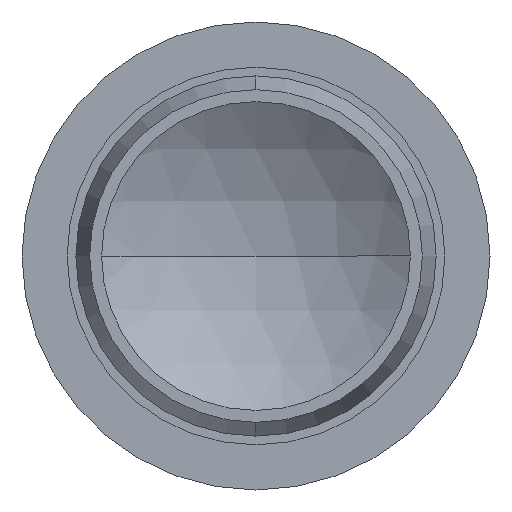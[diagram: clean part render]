
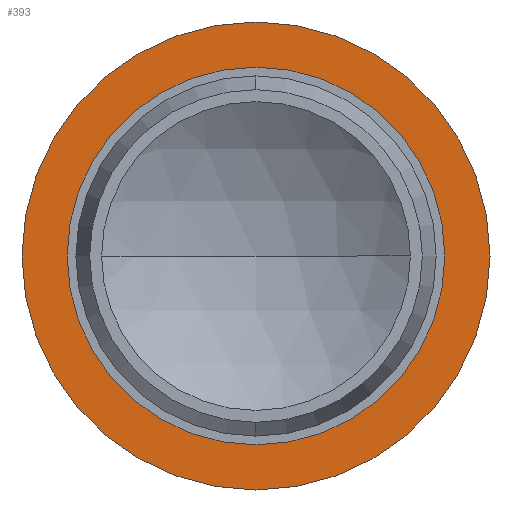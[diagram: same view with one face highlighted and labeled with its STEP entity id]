
A CAD part, left-side view. The second image highlights one B-rep face of the part: STEP entity #393.
In plain terms, the highlighted planar face has unit normal (-1, 0, 0).
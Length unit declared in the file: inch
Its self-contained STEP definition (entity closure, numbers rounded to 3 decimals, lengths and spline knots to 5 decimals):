
#19 = DIRECTION ( 'NONE',  ( 0., 0., 1. ) ) ;
#24 = DIRECTION ( 'NONE',  ( -1., 0., 0. ) ) ;
#25 = CIRCLE ( 'NONE', #415, 0.0795 ) ;
#42 = EDGE_CURVE ( 'NONE', #102, #212, #25, .T. ) ;
#46 = PLANE ( 'NONE',  #268 ) ;
#50 = EDGE_LOOP ( 'NONE', ( #297, #74 ) ) ;
#57 = CARTESIAN_POINT ( 'NONE',  ( 0., 0., 0. ) ) ;
#63 = FACE_BOUND ( 'NONE', #50, .T. ) ;
#74 = ORIENTED_EDGE ( 'NONE', *, *, #42, .F. ) ;
#83 = DIRECTION ( 'NONE',  ( 0., 0., 1. ) ) ;
#91 = CIRCLE ( 'NONE', #117, 0.0795 ) ;
#92 = AXIS2_PLACEMENT_3D ( 'NONE', #57, #24, #19 ) ;
#101 = CIRCLE ( 'NONE', #431, 0.0985 ) ;
#102 = VERTEX_POINT ( 'NONE', #419 ) ;
#105 = DIRECTION ( 'NONE',  ( -1., 0., 0. ) ) ;
#110 = VERTEX_POINT ( 'NONE', #426 ) ;
#117 = AXIS2_PLACEMENT_3D ( 'NONE', #205, #167, #275 ) ;
#145 = CARTESIAN_POINT ( 'NONE',  ( 0., 0., 0. ) ) ;
#167 = DIRECTION ( 'NONE',  ( -1., 0., 0. ) ) ;
#172 = EDGE_LOOP ( 'NONE', ( #354, #254 ) ) ;
#205 = CARTESIAN_POINT ( 'NONE',  ( 0., 0., 0. ) ) ;
#212 = VERTEX_POINT ( 'NONE', #229 ) ;
#219 = DIRECTION ( 'NONE',  ( 1., 0., 0. ) ) ;
#229 = CARTESIAN_POINT ( 'NONE',  ( 0., 0., -0.0795 ) ) ;
#254 = ORIENTED_EDGE ( 'NONE', *, *, #289, .T. ) ;
#257 = CARTESIAN_POINT ( 'NONE',  ( 0., 0., 0. ) ) ;
#268 = AXIS2_PLACEMENT_3D ( 'NONE', #257, #219, #409 ) ;
#275 = DIRECTION ( 'NONE',  ( 0., 0., 1. ) ) ;
#289 = EDGE_CURVE ( 'NONE', #364, #110, #101, .T. ) ;
#294 = FACE_OUTER_BOUND ( 'NONE', #172, .T. ) ;
#297 = ORIENTED_EDGE ( 'NONE', *, *, #337, .F. ) ;
#323 = DIRECTION ( 'NONE',  ( 0., 0., 1. ) ) ;
#327 = DIRECTION ( 'NONE',  ( -1., 0., 0. ) ) ;
#330 = EDGE_CURVE ( 'NONE', #110, #364, #382, .T. ) ;
#337 = EDGE_CURVE ( 'NONE', #212, #102, #91, .T. ) ;
#354 = ORIENTED_EDGE ( 'NONE', *, *, #330, .T. ) ;
#363 = CARTESIAN_POINT ( 'NONE',  ( 0., 0., 0. ) ) ;
#364 = VERTEX_POINT ( 'NONE', #396 ) ;
#382 = CIRCLE ( 'NONE', #92, 0.0985 ) ;
#393 = ADVANCED_FACE ( 'NONE', ( #294, #63 ), #46, .F. ) ;
#396 = CARTESIAN_POINT ( 'NONE',  ( 0., 0., -0.0985 ) ) ;
#409 = DIRECTION ( 'NONE',  ( 0., 0., -1. ) ) ;
#415 = AXIS2_PLACEMENT_3D ( 'NONE', #145, #105, #83 ) ;
#419 = CARTESIAN_POINT ( 'NONE',  ( 0., 0., 0.0795 ) ) ;
#426 = CARTESIAN_POINT ( 'NONE',  ( 0., 0., 0.0985 ) ) ;
#431 = AXIS2_PLACEMENT_3D ( 'NONE', #363, #327, #323 ) ;
